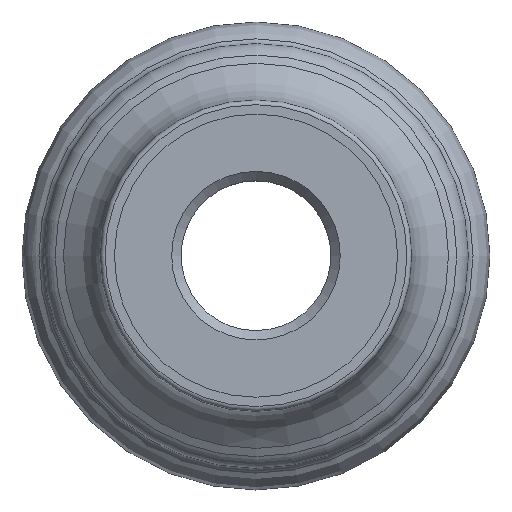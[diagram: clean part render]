
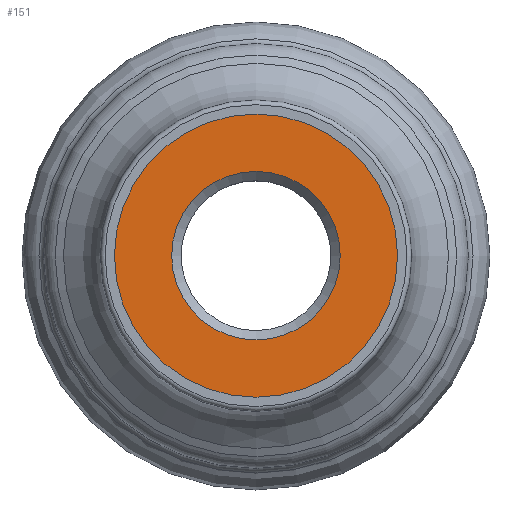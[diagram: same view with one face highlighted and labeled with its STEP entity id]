
A CAD part, top view. The second image highlights one B-rep face of the part: STEP entity #151.
In plain terms, the highlighted planar face has unit normal (0, 0, 1).
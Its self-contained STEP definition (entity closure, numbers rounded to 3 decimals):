
#114=PLANE('',#589);
#151=ADVANCED_FACE('',(#213,#214),#114,.T.);
#213=FACE_BOUND('',#268,.T.);
#214=FACE_BOUND('',#269,.T.);
#268=EDGE_LOOP('',(#322));
#269=EDGE_LOOP('',(#323));
#322=ORIENTED_EDGE('',*,*,#363,.T.);
#323=ORIENTED_EDGE('',*,*,#378,.F.);
#335=VERTEX_POINT('',#790);
#350=VERTEX_POINT('',#836);
#363=EDGE_CURVE('',#335,#335,#390,.T.);
#378=EDGE_CURVE('',#350,#350,#405,.T.);
#390=CIRCLE('',#556,18.006);
#405=CIRCLE('',#587,30.25);
#556=AXIS2_PLACEMENT_3D('',#789,#657,#658);
#587=AXIS2_PLACEMENT_3D('',#835,#719,#720);
#589=AXIS2_PLACEMENT_3D('',#838,#723,#724);
#657=DIRECTION('',(0.,0.,-1.));
#658=DIRECTION('',(0.,-1.,0.));
#719=DIRECTION('',(0.,0.,-1.));
#720=DIRECTION('',(0.,-1.,0.));
#723=DIRECTION('',(0.,0.,1.));
#724=DIRECTION('',(0.,-1.,0.));
#789=CARTESIAN_POINT('',(0.,0.,0.));
#790=CARTESIAN_POINT('',(0.,-18.006,0.));
#835=CARTESIAN_POINT('',(0.,0.,0.));
#836=CARTESIAN_POINT('',(0.,-30.25,0.));
#838=CARTESIAN_POINT('',(30.25,0.,0.));
